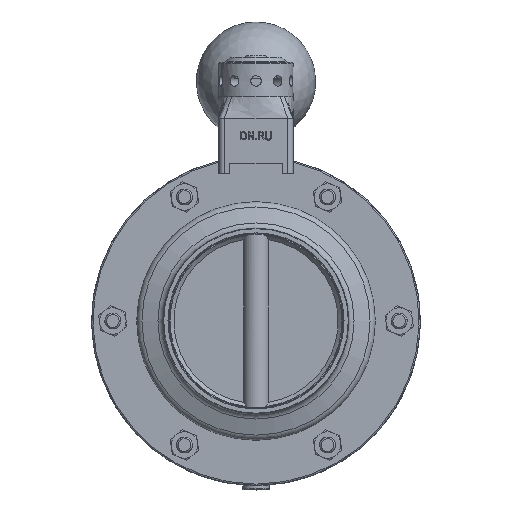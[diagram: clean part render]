
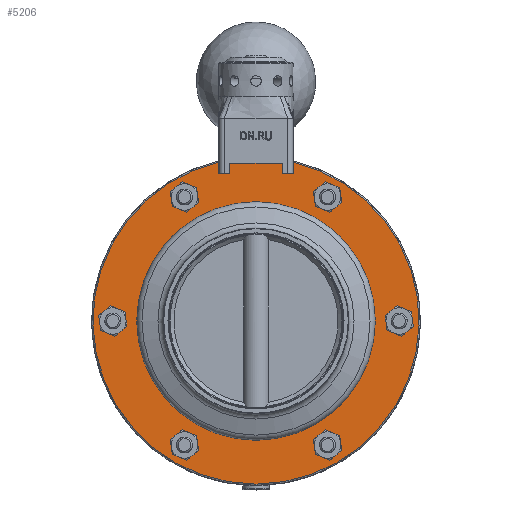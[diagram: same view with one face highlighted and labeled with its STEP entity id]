
A CAD part, top view. The second image highlights one B-rep face of the part: STEP entity #5206.
In plain terms, the highlighted planar face has unit normal (0, 0, 1).
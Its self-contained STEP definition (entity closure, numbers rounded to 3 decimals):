
#145=FACE_BOUND('',#1574,.T.);
#146=FACE_BOUND('',#1575,.T.);
#147=FACE_BOUND('',#1576,.T.);
#148=FACE_BOUND('',#1577,.T.);
#149=FACE_BOUND('',#1578,.T.);
#150=FACE_BOUND('',#1579,.T.);
#151=FACE_BOUND('',#1580,.T.);
#250=PLANE('',#5704);
#530=LINE('',#9679,#885);
#533=LINE('',#9689,#888);
#556=LINE('',#9983,#911);
#571=LINE('',#10011,#926);
#572=LINE('',#10015,#927);
#573=LINE('',#10016,#928);
#885=VECTOR('',#6633,10.);
#888=VECTOR('',#6642,10.);
#911=VECTOR('',#6691,10.);
#926=VECTOR('',#6716,10.);
#927=VECTOR('',#6721,10.);
#928=VECTOR('',#6722,10.);
#1281=FACE_OUTER_BOUND('',#1573,.T.);
#1573=EDGE_LOOP('',(#4330,#4331,#4332,#4333,#4334,#4335,#4336,#4337));
#1574=EDGE_LOOP('',(#4338));
#1575=EDGE_LOOP('',(#4339));
#1576=EDGE_LOOP('',(#4340));
#1577=EDGE_LOOP('',(#4341));
#1578=EDGE_LOOP('',(#4342));
#1579=EDGE_LOOP('',(#4343));
#1580=EDGE_LOOP('',(#4344));
#1896=CIRCLE('',#5585,61.5);
#1971=CIRCLE('',#5705,62.);
#1972=CIRCLE('',#5706,45.);
#1973=CIRCLE('',#5707,3.);
#1974=CIRCLE('',#5708,3.);
#1975=CIRCLE('',#5709,3.);
#1976=CIRCLE('',#5710,3.);
#1977=CIRCLE('',#5711,3.);
#1978=CIRCLE('',#5712,3.);
#2295=VERTEX_POINT('',#8845);
#2298=VERTEX_POINT('',#8859);
#2417=VERTEX_POINT('',#9676);
#2418=VERTEX_POINT('',#9678);
#2421=VERTEX_POINT('',#9686);
#2422=VERTEX_POINT('',#9688);
#2448=VERTEX_POINT('',#10009);
#2449=VERTEX_POINT('',#10013);
#2450=VERTEX_POINT('',#10017);
#2451=VERTEX_POINT('',#10019);
#2452=VERTEX_POINT('',#10021);
#2453=VERTEX_POINT('',#10023);
#2454=VERTEX_POINT('',#10025);
#2455=VERTEX_POINT('',#10027);
#2456=VERTEX_POINT('',#10029);
#2895=EDGE_CURVE('',#2298,#2295,#1896,.T.);
#3059=EDGE_CURVE('',#2418,#2417,#530,.T.);
#3064=EDGE_CURVE('',#2422,#2421,#533,.T.);
#3097=EDGE_CURVE('',#2298,#2418,#556,.T.);
#3112=EDGE_CURVE('',#2417,#2448,#571,.T.);
#3113=EDGE_CURVE('',#2448,#2449,#1971,.T.);
#3114=EDGE_CURVE('',#2449,#2422,#572,.T.);
#3115=EDGE_CURVE('',#2421,#2295,#573,.T.);
#3116=EDGE_CURVE('',#2450,#2450,#1972,.T.);
#3117=EDGE_CURVE('',#2451,#2451,#1973,.T.);
#3118=EDGE_CURVE('',#2452,#2452,#1974,.T.);
#3119=EDGE_CURVE('',#2453,#2453,#1975,.T.);
#3120=EDGE_CURVE('',#2454,#2454,#1976,.T.);
#3121=EDGE_CURVE('',#2455,#2455,#1977,.T.);
#3122=EDGE_CURVE('',#2456,#2456,#1978,.T.);
#4330=ORIENTED_EDGE('',*,*,#2895,.F.);
#4331=ORIENTED_EDGE('',*,*,#3097,.T.);
#4332=ORIENTED_EDGE('',*,*,#3059,.T.);
#4333=ORIENTED_EDGE('',*,*,#3112,.T.);
#4334=ORIENTED_EDGE('',*,*,#3113,.T.);
#4335=ORIENTED_EDGE('',*,*,#3114,.T.);
#4336=ORIENTED_EDGE('',*,*,#3064,.T.);
#4337=ORIENTED_EDGE('',*,*,#3115,.T.);
#4338=ORIENTED_EDGE('',*,*,#3116,.T.);
#4339=ORIENTED_EDGE('',*,*,#3117,.T.);
#4340=ORIENTED_EDGE('',*,*,#3118,.T.);
#4341=ORIENTED_EDGE('',*,*,#3119,.T.);
#4342=ORIENTED_EDGE('',*,*,#3120,.T.);
#4343=ORIENTED_EDGE('',*,*,#3121,.T.);
#4344=ORIENTED_EDGE('',*,*,#3122,.T.);
#5206=ADVANCED_FACE('',(#1281,#145,#146,#147,#148,#149,#150,#151),#250,
 .T.);
#5585=AXIS2_PLACEMENT_3D('',#8870,#6376,#6377);
#5704=AXIS2_PLACEMENT_3D('',#10012,#6717,#6718);
#5705=AXIS2_PLACEMENT_3D('',#10014,#6719,#6720);
#5706=AXIS2_PLACEMENT_3D('',#10018,#6723,#6724);
#5707=AXIS2_PLACEMENT_3D('',#10020,#6725,#6726);
#5708=AXIS2_PLACEMENT_3D('',#10022,#6727,#6728);
#5709=AXIS2_PLACEMENT_3D('',#10024,#6729,#6730);
#5710=AXIS2_PLACEMENT_3D('',#10026,#6731,#6732);
#5711=AXIS2_PLACEMENT_3D('',#10028,#6733,#6734);
#5712=AXIS2_PLACEMENT_3D('',#10030,#6735,#6736);
#6376=DIRECTION('center_axis',(0.,0.,-1.));
#6377=DIRECTION('ref_axis',(0.,-1.,0.));
#6633=DIRECTION('',(-1.,0.,0.));
#6642=DIRECTION('',(-1.,0.,0.));
#6691=DIRECTION('',(0.,-1.,0.));
#6716=DIRECTION('',(0.,1.,0.));
#6717=DIRECTION('center_axis',(0.,0.,1.));
#6718=DIRECTION('ref_axis',(1.,0.,0.));
#6719=DIRECTION('center_axis',(0.,0.,1.));
#6720=DIRECTION('ref_axis',(1.,0.,0.));
#6721=DIRECTION('',(0.,-1.,0.));
#6722=DIRECTION('',(0.,1.,0.));
#6723=DIRECTION('center_axis',(0.,0.,-1.));
#6724=DIRECTION('ref_axis',(1.,0.,0.));
#6725=DIRECTION('center_axis',(0.,0.,-1.));
#6726=DIRECTION('ref_axis',(-1.,0.,0.));
#6727=DIRECTION('center_axis',(0.,0.,-1.));
#6728=DIRECTION('ref_axis',(-1.,0.,0.));
#6729=DIRECTION('center_axis',(0.,0.,-1.));
#6730=DIRECTION('ref_axis',(-1.,0.,0.));
#6731=DIRECTION('center_axis',(0.,0.,-1.));
#6732=DIRECTION('ref_axis',(-1.,0.,0.));
#6733=DIRECTION('center_axis',(0.,0.,-1.));
#6734=DIRECTION('ref_axis',(-1.,0.,0.));
#6735=DIRECTION('center_axis',(0.,0.,-1.));
#6736=DIRECTION('ref_axis',(-1.,0.,0.));
#8845=CARTESIAN_POINT('',(-14.,59.885,10.1));
#8859=CARTESIAN_POINT('',(14.,59.885,10.1));
#8870=CARTESIAN_POINT('Origin',(0.,0.,10.1));
#9676=CARTESIAN_POINT('',(13.,55.52,10.1));
#9678=CARTESIAN_POINT('',(14.,55.52,10.1));
#9679=CARTESIAN_POINT('',(0.,55.52,10.1));
#9686=CARTESIAN_POINT('',(-14.,55.52,10.1));
#9688=CARTESIAN_POINT('',(-13.,55.52,10.1));
#9689=CARTESIAN_POINT('',(0.,55.52,10.1));
#9983=CARTESIAN_POINT('',(14.,38.26,10.1));
#10009=CARTESIAN_POINT('',(13.,60.622,10.1));
#10011=CARTESIAN_POINT('',(13.,38.26,10.1));
#10012=CARTESIAN_POINT('Origin',(0.,0.,10.1));
#10013=CARTESIAN_POINT('',(-13.,60.622,10.1));
#10014=CARTESIAN_POINT('Origin',(0.,0.,10.1));
#10015=CARTESIAN_POINT('',(-13.,38.26,10.1));
#10016=CARTESIAN_POINT('',(-14.,38.26,10.1));
#10017=CARTESIAN_POINT('',(-45.,0.,10.1));
#10018=CARTESIAN_POINT('Origin',(0.,0.,10.1));
#10019=CARTESIAN_POINT('',(57.,0.,10.1));
#10020=CARTESIAN_POINT('Origin',(54.,0.,10.1));
#10021=CARTESIAN_POINT('',(30.,46.765,10.1));
#10022=CARTESIAN_POINT('Origin',(27.,46.765,10.1));
#10023=CARTESIAN_POINT('',(-24.,46.765,10.1));
#10024=CARTESIAN_POINT('Origin',(-27.,46.765,10.1));
#10025=CARTESIAN_POINT('',(-51.,0.,10.1));
#10026=CARTESIAN_POINT('Origin',(-54.,0.,10.1));
#10027=CARTESIAN_POINT('',(-24.,-46.765,10.1));
#10028=CARTESIAN_POINT('Origin',(-27.,-46.765,10.1));
#10029=CARTESIAN_POINT('',(30.,-46.765,10.1));
#10030=CARTESIAN_POINT('Origin',(27.,-46.765,10.1));
